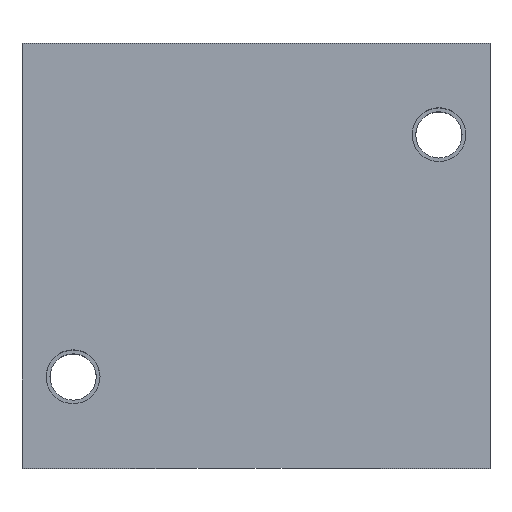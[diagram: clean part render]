
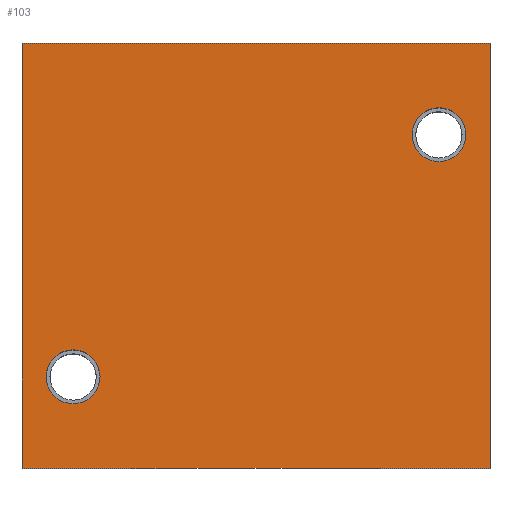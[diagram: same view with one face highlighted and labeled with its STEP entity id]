
A CAD part, top view. The second image highlights one B-rep face of the part: STEP entity #103.
In plain terms, the highlighted planar face has unit normal (0, 0, 1).
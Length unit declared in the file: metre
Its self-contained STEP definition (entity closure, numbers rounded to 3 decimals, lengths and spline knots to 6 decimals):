
#103 = ADVANCED_FACE( '', ( #230, #231, #232 ), #233, .F. );
#230 = FACE_BOUND( '', #389, .T. );
#231 = FACE_OUTER_BOUND( '', #390, .T. );
#232 = FACE_BOUND( '', #391, .T. );
#233 = PLANE( '', #392 );
#389 = EDGE_LOOP( '', ( #651 ) );
#390 = EDGE_LOOP( '', ( #652, #653, #654, #655 ) );
#391 = EDGE_LOOP( '', ( #656 ) );
#392 = AXIS2_PLACEMENT_3D( '', #657, #658, #659 );
#651 = ORIENTED_EDGE( '', *, *, #953, .T. );
#652 = ORIENTED_EDGE( '', *, *, #925, .T. );
#653 = ORIENTED_EDGE( '', *, *, #954, .F. );
#654 = ORIENTED_EDGE( '', *, *, #900, .F. );
#655 = ORIENTED_EDGE( '', *, *, #885, .T. );
#656 = ORIENTED_EDGE( '', *, *, #945, .T. );
#657 = CARTESIAN_POINT( '', ( -0.0435, 0.079, 0.035 ) );
#658 = DIRECTION( '', ( 0., 0., -1. ) );
#659 = DIRECTION( '', ( -1., 0., 0. ) );
#885 = EDGE_CURVE( '', #1051, #1049, #1052, .T. );
#900 = EDGE_CURVE( '', #1051, #1075, #1076, .T. );
#925 = EDGE_CURVE( '', #1049, #1118, #1120, .T. );
#945 = EDGE_CURVE( '', #1148, #1148, #1149, .T. );
#953 = EDGE_CURVE( '', #1160, #1160, #1161, .T. );
#954 = EDGE_CURVE( '', #1075, #1118, #1162, .T. );
#1049 = VERTEX_POINT( '', #1336 );
#1051 = VERTEX_POINT( '', #1339 );
#1052 = LINE( '', #1340, #1341 );
#1075 = VERTEX_POINT( '', #1375 );
#1076 = LINE( '', #1376, #1377 );
#1118 = VERTEX_POINT( '', #1436 );
#1120 = LINE( '', #1439, #1440 );
#1148 = VERTEX_POINT( '', #1477 );
#1149 = CIRCLE( '', #1478, 0.005 );
#1160 = VERTEX_POINT( '', #1494 );
#1161 = CIRCLE( '', #1495, 0.005 );
#1162 = LINE( '', #1496, #1497 );
#1336 = CARTESIAN_POINT( '', ( -0.0435, 0., 0.035 ) );
#1339 = CARTESIAN_POINT( '', ( -0.0435, 0.079, 0.035 ) );
#1340 = CARTESIAN_POINT( '', ( -0.0435, 0.079, 0.035 ) );
#1341 = VECTOR( '', #1651, 1. );
#1375 = CARTESIAN_POINT( '', ( 0.0435, 0.079, 0.035 ) );
#1376 = CARTESIAN_POINT( '', ( -0.0435, 0.079, 0.035 ) );
#1377 = VECTOR( '', #1666, 1. );
#1436 = CARTESIAN_POINT( '', ( 0.0435, 0., 0.035 ) );
#1439 = CARTESIAN_POINT( '', ( -0.0435, 0., 0.035 ) );
#1440 = VECTOR( '', #1691, 1. );
#1477 = CARTESIAN_POINT( '', ( -0.034, 0.022, 0.035 ) );
#1478 = AXIS2_PLACEMENT_3D( '', #1716, #1717, #1718 );
#1494 = CARTESIAN_POINT( '', ( 0.034, 0.067, 0.035 ) );
#1495 = AXIS2_PLACEMENT_3D( '', #1724, #1725, #1726 );
#1496 = CARTESIAN_POINT( '', ( 0.0435, 0.079, 0.035 ) );
#1497 = VECTOR( '', #1727, 1. );
#1651 = DIRECTION( '', ( 0., -1., 0. ) );
#1666 = DIRECTION( '', ( 1., 0., 0. ) );
#1691 = DIRECTION( '', ( 1., 0., 0. ) );
#1716 = CARTESIAN_POINT( '', ( -0.034, 0.017, 0.035 ) );
#1717 = DIRECTION( '', ( 0., 0., -1. ) );
#1718 = DIRECTION( '', ( 0., 1., 0. ) );
#1724 = CARTESIAN_POINT( '', ( 0.034, 0.062, 0.035 ) );
#1725 = DIRECTION( '', ( 0., 0., -1. ) );
#1726 = DIRECTION( '', ( 0., 1., 0. ) );
#1727 = DIRECTION( '', ( 0., -1., 0. ) );
